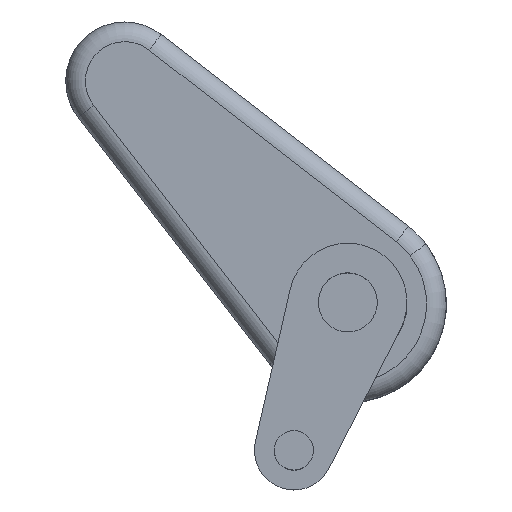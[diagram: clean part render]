
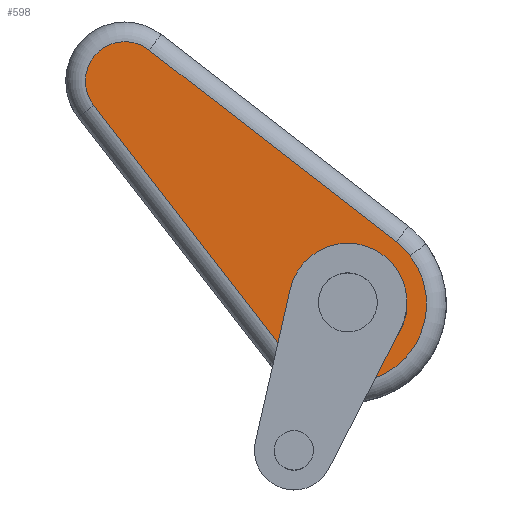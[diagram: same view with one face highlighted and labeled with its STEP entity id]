
A CAD part, top view. The second image highlights one B-rep face of the part: STEP entity #598.
In plain terms, the highlighted planar face has unit normal (0, 0, 1).
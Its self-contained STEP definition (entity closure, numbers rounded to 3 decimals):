
#329=CARTESIAN_POINT('POINT21',(-5.044,
   6.447,-40.));
#330=VERTEX_POINT('VERTEX21',#329);
#358=CARTESIAN_POINT('POINT25',(-6.447,
   5.044,-40.));
#359=VERTEX_POINT('VERTEX25',#358);
#367=CARTESIAN_POINT('POS41',(-5.657,
   5.657,-40.));
#368=DIRECTION('DIR68',(0.,0.,1.));
#369=DIRECTION('DIR69',(1.,0.,0.));
#370=AXIS2_PLACEMENT_3D('AXIS28',#367,#368,#369);
#371=CIRCLE('ELLIPSE19',#370,1.);
#372=EDGE_CURVE('EDGE34',#330,#359,#371,.T.);
#382=CARTESIAN_POINT('POINT26',(0.,-1.5,-40.));
#383=VERTEX_POINT('VERTEX26',#382);
#393=CARTESIAN_POINT('POINT27',(0.,1.5,-40.));
#394=VERTEX_POINT('VERTEX27',#393);
#401=CARTESIAN_POINT('POS45',(0.,0.,-40.));
#402=DIRECTION('DIR74',(0.,0.,-1.));
#403=DIRECTION('DIR75',(0.,1.,0.));
#404=AXIS2_PLACEMENT_3D('AXIS30',#401,#402,#403);
#405=CIRCLE('ELLIPSE20',#404,1.5);
#406=EDGE_CURVE('EDGE37',#394,#383,#405,.F.);
#421=CARTESIAN_POINT('POS47',(0.,0.,-40.));
#422=DIRECTION('DIR78',(0.,0.,-1.));
#423=DIRECTION('DIR79',(0.,1.,0.));
#424=AXIS2_PLACEMENT_3D('AXIS32',#421,#422,#423);
#425=CIRCLE('ELLIPSE21',#424,1.5);
#426=EDGE_CURVE('EDGE38',#383,#394,#425,.F.);
#431=CARTESIAN_POINT('POINT28',(1.226,
   1.58,-40.));
#432=VERTEX_POINT('VERTEX28',#431);
#449=CARTESIAN_POINT('POS50',(1.233,
   1.575,-40.));
#450=DIRECTION('DIR83',(-0.79,0.613,
   0.));
#451=VECTOR('VEC17',#450,1.);
#452=LINE('STRAIGHT17',#449,#451);
#453=EDGE_CURVE('EDGE41',#432,#330,#452,.T.);
#550=CARTESIAN_POINT('POINT36',(-1.58,
   -1.226,-40.));
#551=VERTEX_POINT('VERTEX36',#550);
#559=CARTESIAN_POINT('POS63',(-6.452,
   5.05,-40.));
#560=DIRECTION('DIR104',(0.613,-0.79,
   0.));
#561=VECTOR('VEC22',#560,1.);
#562=LINE('STRAIGHT22',#559,#561);
#563=EDGE_CURVE('EDGE51',#359,#551,#562,.T.);
#573=ORIENTED_EDGE('COEDGE88',*,*,#426,.F.);
#574=ORIENTED_EDGE('COEDGE89',*,*,#406,.F.);
#575=EDGE_LOOP('NONE',(#573,#574));
#576=FACE_BOUND('LOOP1',#575,.T.);
#577=ORIENTED_EDGE('COEDGE90',*,*,#372,.T.);
#578=ORIENTED_EDGE('COEDGE91',*,*,#563,.T.);
#579=CARTESIAN_POINT('POINT37',(1.584,
   1.222,-40.));
#580=VERTEX_POINT('VERTEX37',#579);
#581=CARTESIAN_POINT('POS65',(0.,0.,-40.));
#582=DIRECTION('DIR107',(0.,0.,1.));
#583=DIRECTION('DIR108',(1.,0.,0.));
#584=AXIS2_PLACEMENT_3D('AXIS43',#581,#582,#583);
#585=CIRCLE('ELLIPSE28',#584,2.);
#586=EDGE_CURVE('EDGE52',#551,#580,#585,.T.);
#587=ORIENTED_EDGE('COEDGE92',*,*,#586,.T.);
#588=EDGE_CURVE('EDGE53',#580,#432,#585,.T.);
#589=ORIENTED_EDGE('COEDGE93',*,*,#588,.T.);
#590=ORIENTED_EDGE('COEDGE94',*,*,#453,.T.);
#591=EDGE_LOOP('NONE',(#577,#578,#587,#589,#590));
#592=FACE_BOUND('LOOP1',#591,.T.);
#593=CARTESIAN_POINT('POS66',(0.,0.,-40.));
#594=DIRECTION('DIR109',(0.,0.,1.));
#595=DIRECTION('DIR110',(1.,0.,0.));
#596=AXIS2_PLACEMENT_3D('AXIS44',#593,#594,#595);
#597=PLANE('PLANE8',#596);
#598=ADVANCED_FACE('FACE21',(#576,#592),#597,.T.);
